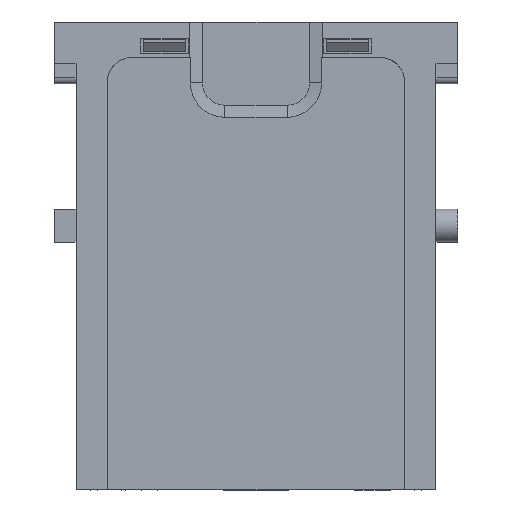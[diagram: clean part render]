
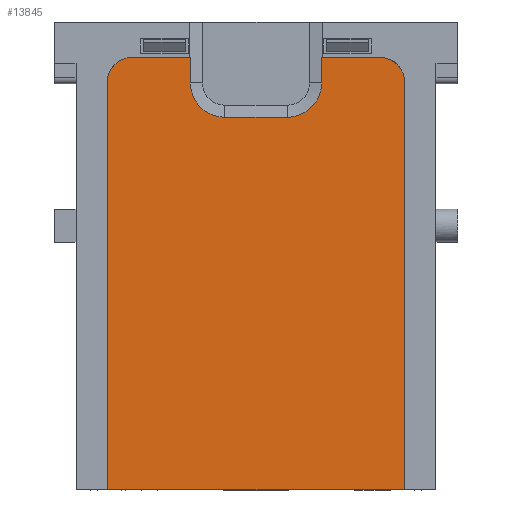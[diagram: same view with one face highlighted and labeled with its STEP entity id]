
A CAD part, left-side view. The second image highlights one B-rep face of the part: STEP entity #13845.
In plain terms, the highlighted planar face has unit normal (-1, 0, 0).
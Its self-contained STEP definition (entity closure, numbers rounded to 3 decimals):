
#13743=AXIS2_PLACEMENT_3D('Plane Axis2P3D',#13740,#13741,#13742) ;
#13754=AXIS2_PLACEMENT_3D('Circle Axis2P3D',#13752,#13753,$) ;
#13828=AXIS2_PLACEMENT_3D('Circle Axis2P3D',#13826,#13827,$) ;
#10500=CARTESIAN_POINT('Vertex',(0.02,4.5,0.)) ;
#10503=CARTESIAN_POINT('Line Origine',(0.02,17.,0.)) ;
#10507=CARTESIAN_POINT('Vertex',(0.02,29.5,0.)) ;
#13721=CARTESIAN_POINT('Line Origine',(0.02,4.5,17.2)) ;
#13725=CARTESIAN_POINT('Vertex',(0.02,4.5,34.4)) ;
#13740=CARTESIAN_POINT('Axis2P3D Location',(0.02,17.,35.75)) ;
#13745=CARTESIAN_POINT('Line Origine',(0.02,29.5,17.2)) ;
#13749=CARTESIAN_POINT('Vertex',(0.02,29.5,34.4)) ;
#13752=CARTESIAN_POINT('Axis2P3D Location',(0.02,6.5,34.4)) ;
#13756=CARTESIAN_POINT('Vertex',(0.02,6.5,36.4)) ;
#13759=CARTESIAN_POINT('Line Origine',(0.02,8.99,36.4)) ;
#13763=CARTESIAN_POINT('Vertex',(0.02,11.479,36.4)) ;
#13766=CARTESIAN_POINT('Line Origine',(0.02,11.479,35.333)) ;
#13770=CARTESIAN_POINT('Vertex',(0.02,11.479,34.266)) ;
#13774=CARTESIAN_POINT('Control Point',(0.02,11.479,34.266)) ;
#13775=CARTESIAN_POINT('Control Point',(0.02,11.479,33.933)) ;
#13776=CARTESIAN_POINT('Control Point',(0.02,11.527,33.6)) ;
#13777=CARTESIAN_POINT('Control Point',(0.02,11.623,33.276)) ;
#13778=CARTESIAN_POINT('Control Point',(0.02,11.906,32.666)) ;
#13779=CARTESIAN_POINT('Control Point',(0.02,12.349,32.16)) ;
#13780=CARTESIAN_POINT('Control Point',(0.02,12.606,31.941)) ;
#13781=CARTESIAN_POINT('Control Point',(0.02,13.097,31.633)) ;
#13782=CARTESIAN_POINT('Control Point',(0.02,13.646,31.455)) ;
#13783=CARTESIAN_POINT('Control Point',(0.02,13.884,31.404)) ;
#13784=CARTESIAN_POINT('Control Point',(0.02,14.125,31.379)) ;
#13785=CARTESIAN_POINT('Control Point',(0.02,14.366,31.379)) ;
#13786=CARTESIAN_POINT('Vertex',(0.02,14.366,31.379)) ;
#13789=CARTESIAN_POINT('Line Origine',(0.02,17.,31.379)) ;
#13793=CARTESIAN_POINT('Vertex',(0.02,19.634,31.379)) ;
#13797=CARTESIAN_POINT('Control Point',(0.02,19.634,31.379)) ;
#13798=CARTESIAN_POINT('Control Point',(0.02,19.967,31.379)) ;
#13799=CARTESIAN_POINT('Control Point',(0.02,20.3,31.427)) ;
#13800=CARTESIAN_POINT('Control Point',(0.02,20.624,31.523)) ;
#13801=CARTESIAN_POINT('Control Point',(0.02,21.234,31.806)) ;
#13802=CARTESIAN_POINT('Control Point',(0.02,21.74,32.249)) ;
#13803=CARTESIAN_POINT('Control Point',(0.02,21.959,32.506)) ;
#13804=CARTESIAN_POINT('Control Point',(0.02,22.267,32.997)) ;
#13805=CARTESIAN_POINT('Control Point',(0.02,22.445,33.546)) ;
#13806=CARTESIAN_POINT('Control Point',(0.02,22.496,33.784)) ;
#13807=CARTESIAN_POINT('Control Point',(0.02,22.521,34.025)) ;
#13808=CARTESIAN_POINT('Control Point',(0.02,22.521,34.266)) ;
#13809=CARTESIAN_POINT('Vertex',(0.02,22.521,34.266)) ;
#13812=CARTESIAN_POINT('Line Origine',(0.02,22.521,35.333)) ;
#13816=CARTESIAN_POINT('Vertex',(0.02,22.521,36.4)) ;
#13819=CARTESIAN_POINT('Line Origine',(0.02,25.01,36.4)) ;
#13823=CARTESIAN_POINT('Vertex',(0.02,27.5,36.4)) ;
#13826=CARTESIAN_POINT('Axis2P3D Location',(0.02,27.5,34.4)) ;
#10504=DIRECTION('Vector Direction',(0.,1.,0.)) ;
#13722=DIRECTION('Vector Direction',(0.,0.,1.)) ;
#13741=DIRECTION('Axis2P3D Direction',(-1.,-0.,-0.)) ;
#13742=DIRECTION('Axis2P3D XDirection',(0.,0.,-1.)) ;
#13746=DIRECTION('Vector Direction',(0.,0.,-1.)) ;
#13753=DIRECTION('Axis2P3D Direction',(-1.,-0.,-0.)) ;
#13760=DIRECTION('Vector Direction',(0.,1.,0.)) ;
#13767=DIRECTION('Vector Direction',(0.,0.,-1.)) ;
#13790=DIRECTION('Vector Direction',(0.,1.,0.)) ;
#13813=DIRECTION('Vector Direction',(0.,0.,1.)) ;
#13820=DIRECTION('Vector Direction',(0.,1.,0.)) ;
#13827=DIRECTION('Axis2P3D Direction',(-1.,-0.,-0.)) ;
#10505=VECTOR('Line Direction',#10504,1.) ;
#13723=VECTOR('Line Direction',#13722,1.) ;
#13747=VECTOR('Line Direction',#13746,1.) ;
#13761=VECTOR('Line Direction',#13760,1.) ;
#13768=VECTOR('Line Direction',#13767,1.) ;
#13791=VECTOR('Line Direction',#13790,1.) ;
#13814=VECTOR('Line Direction',#13813,1.) ;
#13821=VECTOR('Line Direction',#13820,1.) ;
#13832=ORIENTED_EDGE('',*,*,#13751,.T.) ;
#13833=ORIENTED_EDGE('',*,*,#10509,.F.) ;
#13834=ORIENTED_EDGE('',*,*,#13727,.T.) ;
#13835=ORIENTED_EDGE('',*,*,#13758,.T.) ;
#13836=ORIENTED_EDGE('',*,*,#13765,.T.) ;
#13837=ORIENTED_EDGE('',*,*,#13772,.T.) ;
#13838=ORIENTED_EDGE('',*,*,#13788,.T.) ;
#13839=ORIENTED_EDGE('',*,*,#13795,.T.) ;
#13840=ORIENTED_EDGE('',*,*,#13811,.T.) ;
#13841=ORIENTED_EDGE('',*,*,#13818,.T.) ;
#13842=ORIENTED_EDGE('',*,*,#13825,.T.) ;
#13843=ORIENTED_EDGE('',*,*,#13830,.T.) ;
#13845=ADVANCED_FACE('K\X2\00F6\X0\rper.3.2.2',(#13844),#13744,.T.) ;
#13773=B_SPLINE_CURVE_WITH_KNOTS('',5,(#13774,#13775,#13776,#13777,#13778,#13779,#13780,#13781,#13782,#13783,#13784,#13785),.UNSPECIFIED.,.F.,.U.,(6,3,3,6),(0.,2.361,4.722,6.432),.UNSPECIFIED.) ;
#13796=B_SPLINE_CURVE_WITH_KNOTS('',5,(#13797,#13798,#13799,#13800,#13801,#13802,#13803,#13804,#13805,#13806,#13807,#13808),.UNSPECIFIED.,.F.,.U.,(6,3,3,6),(0.,2.361,4.722,6.432),.UNSPECIFIED.) ;
#13755=CIRCLE('generated circle',#13754,2.) ;
#13829=CIRCLE('generated circle',#13828,2.) ;
#10509=EDGE_CURVE('',#10501,#10508,#10506,.T.) ;
#13727=EDGE_CURVE('',#10501,#13726,#13724,.T.) ;
#13751=EDGE_CURVE('',#13750,#10508,#13748,.T.) ;
#13758=EDGE_CURVE('',#13726,#13757,#13755,.T.) ;
#13765=EDGE_CURVE('',#13757,#13764,#13762,.T.) ;
#13772=EDGE_CURVE('',#13764,#13771,#13769,.T.) ;
#13788=EDGE_CURVE('',#13771,#13787,#13773,.T.) ;
#13795=EDGE_CURVE('',#13787,#13794,#13792,.T.) ;
#13811=EDGE_CURVE('',#13794,#13810,#13796,.T.) ;
#13818=EDGE_CURVE('',#13810,#13817,#13815,.T.) ;
#13825=EDGE_CURVE('',#13817,#13824,#13822,.T.) ;
#13830=EDGE_CURVE('',#13824,#13750,#13829,.T.) ;
#13831=EDGE_LOOP('',(#13832,#13833,#13834,#13835,#13836,#13837,#13838,#13839,#13840,#13841,#13842,#13843)) ;
#13844=FACE_OUTER_BOUND('',#13831,.T.) ;
#10506=LINE('Line',#10503,#10505) ;
#13724=LINE('Line',#13721,#13723) ;
#13748=LINE('Line',#13745,#13747) ;
#13762=LINE('Line',#13759,#13761) ;
#13769=LINE('Line',#13766,#13768) ;
#13792=LINE('Line',#13789,#13791) ;
#13815=LINE('Line',#13812,#13814) ;
#13822=LINE('Line',#13819,#13821) ;
#13744=PLANE('',#13743) ;
#10501=VERTEX_POINT('',#10500) ;
#10508=VERTEX_POINT('',#10507) ;
#13726=VERTEX_POINT('',#13725) ;
#13750=VERTEX_POINT('',#13749) ;
#13757=VERTEX_POINT('',#13756) ;
#13764=VERTEX_POINT('',#13763) ;
#13771=VERTEX_POINT('',#13770) ;
#13787=VERTEX_POINT('',#13786) ;
#13794=VERTEX_POINT('',#13793) ;
#13810=VERTEX_POINT('',#13809) ;
#13817=VERTEX_POINT('',#13816) ;
#13824=VERTEX_POINT('',#13823) ;
